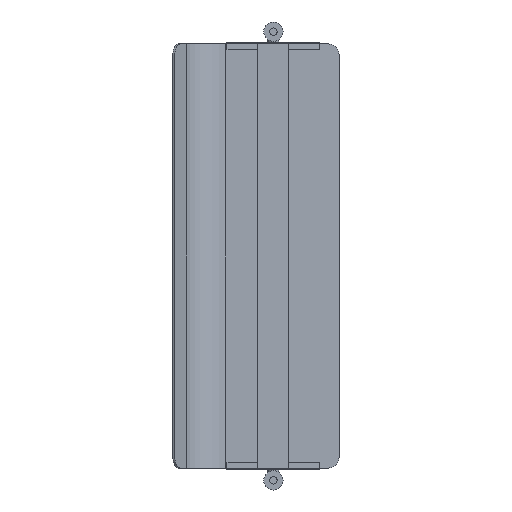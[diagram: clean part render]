
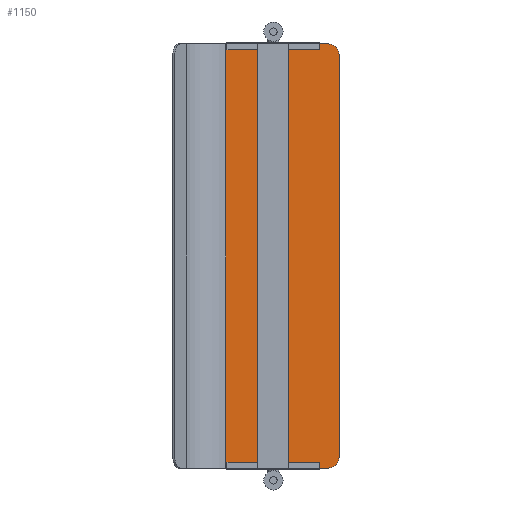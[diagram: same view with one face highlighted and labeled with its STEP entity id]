
A CAD part, front view. The second image highlights one B-rep face of the part: STEP entity #1150.
In plain terms, the highlighted planar face has unit normal (0, -1, 0).
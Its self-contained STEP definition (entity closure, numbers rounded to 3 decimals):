
#77=PLANE('',#1287);
#141=FACE_OUTER_BOUND('',#212,.T.);
#212=EDGE_LOOP('',(#1031,#1032,#1033,#1034,#1035,#1036));
#316=LINE('',#1988,#425);
#319=LINE('',#2000,#428);
#320=LINE('',#2004,#429);
#321=LINE('',#2005,#430);
#425=VECTOR('',#1595,10.);
#428=VECTOR('',#1608,10.);
#429=VECTOR('',#1611,10.);
#430=VECTOR('',#1612,10.);
#480=CIRCLE('',#1285,30.);
#482=CIRCLE('',#1288,30.);
#584=VERTEX_POINT('',#1985);
#585=VERTEX_POINT('',#1987);
#587=VERTEX_POINT('',#1993);
#589=VERTEX_POINT('',#1999);
#590=VERTEX_POINT('',#2001);
#591=VERTEX_POINT('',#2003);
#735=EDGE_CURVE('',#584,#585,#316,.T.);
#738=EDGE_CURVE('',#587,#584,#480,.T.);
#741=EDGE_CURVE('',#589,#587,#319,.T.);
#742=EDGE_CURVE('',#590,#589,#482,.T.);
#743=EDGE_CURVE('',#590,#591,#320,.T.);
#744=EDGE_CURVE('',#591,#585,#321,.T.);
#1031=ORIENTED_EDGE('',*,*,#738,.F.);
#1032=ORIENTED_EDGE('',*,*,#741,.F.);
#1033=ORIENTED_EDGE('',*,*,#742,.F.);
#1034=ORIENTED_EDGE('',*,*,#743,.T.);
#1035=ORIENTED_EDGE('',*,*,#744,.T.);
#1036=ORIENTED_EDGE('',*,*,#735,.F.);
#1150=ADVANCED_FACE('',(#141),#77,.T.);
#1285=AXIS2_PLACEMENT_3D('',#1994,#1601,#1602);
#1287=AXIS2_PLACEMENT_3D('',#1998,#1606,#1607);
#1288=AXIS2_PLACEMENT_3D('',#2002,#1609,#1610);
#1595=DIRECTION('',(-1.,0.,0.));
#1601=DIRECTION('center_axis',(0.,1.,0.));
#1602=DIRECTION('ref_axis',(0.707,0.,-0.707));
#1606=DIRECTION('center_axis',(0.,-1.,0.));
#1607=DIRECTION('ref_axis',(-1.,0.,0.));
#1608=DIRECTION('',(0.,0.,-1.));
#1609=DIRECTION('center_axis',(0.,1.,0.));
#1610=DIRECTION('ref_axis',(0.707,0.,0.707));
#1611=DIRECTION('',(-1.,0.,0.));
#1612=DIRECTION('',(0.,0.,-1.));
#1985=CARTESIAN_POINT('',(140.,444.,-548.5));
#1987=CARTESIAN_POINT('',(-123.,444.,-548.5));
#1988=CARTESIAN_POINT('',(62.5,444.,-548.5));
#1993=CARTESIAN_POINT('',(170.,444.,-518.5));
#1994=CARTESIAN_POINT('Origin',(140.,444.,-518.5));
#1998=CARTESIAN_POINT('Origin',(170.,444.,548.5));
#1999=CARTESIAN_POINT('',(170.,444.,518.5));
#2000=CARTESIAN_POINT('',(170.,444.,548.5));
#2001=CARTESIAN_POINT('',(140.,444.,548.5));
#2002=CARTESIAN_POINT('Origin',(140.,444.,518.5));
#2003=CARTESIAN_POINT('',(-123.,444.,548.5));
#2004=CARTESIAN_POINT('',(170.,444.,548.5));
#2005=CARTESIAN_POINT('',(-123.,444.,548.5));
